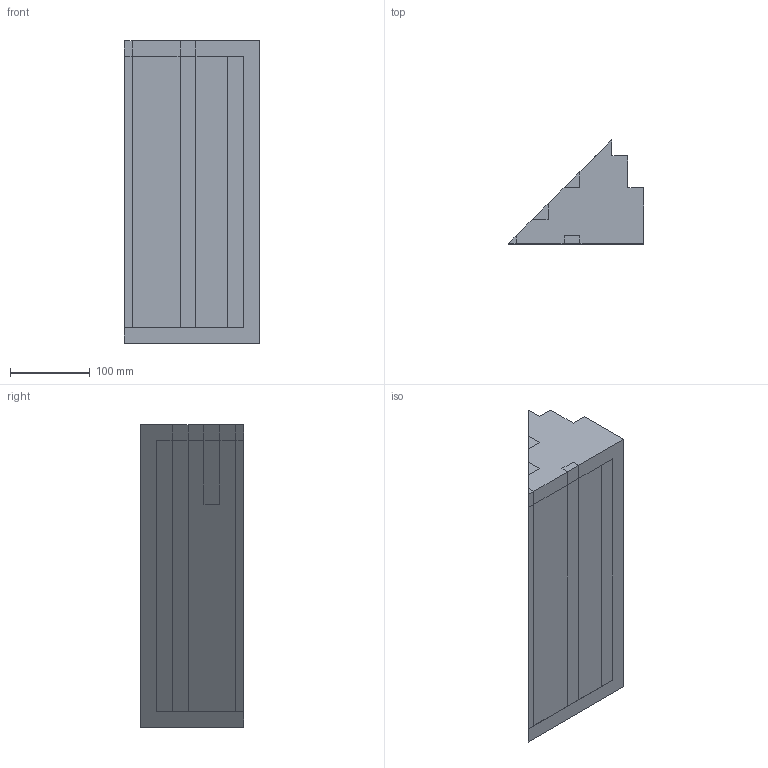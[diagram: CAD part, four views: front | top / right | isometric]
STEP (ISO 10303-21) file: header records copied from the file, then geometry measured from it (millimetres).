
FILE_DESCRIPTION(/* description */ ('STEP AP242','CAx-IF Rec.Pracs.---Representation and Presentation of Product Manufacturing Information (PMI)---4.0---2014-10-13','CAx-IF Rec.Pracs.---3D Tessellated Geometry---0.4---2014-09-14','2;1'),/* implementation_level */ '2;1');
FILE_NAME(/* name */ '64543af7617876307e2ca8f7',/* time_stamp */ '2023-05-04T23:08:39Z',/* author */ (''),/* organization */ (''),/* preprocessor_version */ 'ST-DEVELOPER v19.4',/* originating_system */ ' ',/* authorisation */ ' ');
FILE_SCHEMA (('AP242_MANAGED_MODEL_BASED_3D_ENGINEERING_MIM_LF { 1 0 10303 442 1 1 4 }'));
Length unit declared in the file: metre
Products named in the file (11): fuel1; reflector; control rod 5 in refl; fuel 2; control rod 5; control rod 4; control rod 4 in refl; control rod 1 in refl; control rod 3 in refl; control rod 3; control rod 1
Bounding box: 170 x 130 x 380 mm (x, y, z)
Volume: 4579000 mm3; surface area: 508562.1 mm2
Topology: 11 solids, 11 shells, 99 faces, 231 edges, 154 vertices
Faces by surface type: plane 99
Entity records: 3041 total; most frequent: CARTESIAN_POINT 495, ORIENTED_EDGE 462, DIRECTION 451, EDGE_CURVE 231, LINE 231, VECTOR 231, VERTEX_POINT 154, AXIS2_PLACEMENT_3D 110
